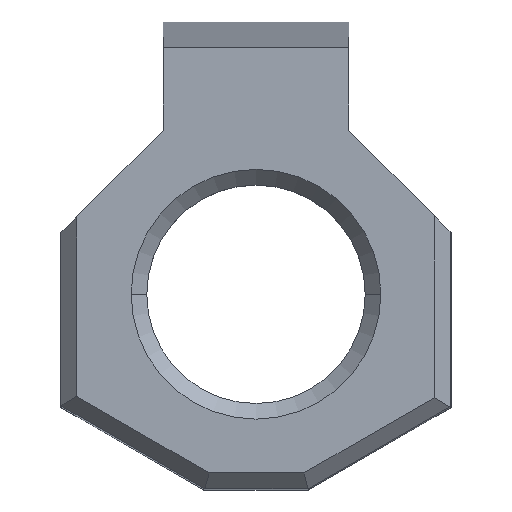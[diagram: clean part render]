
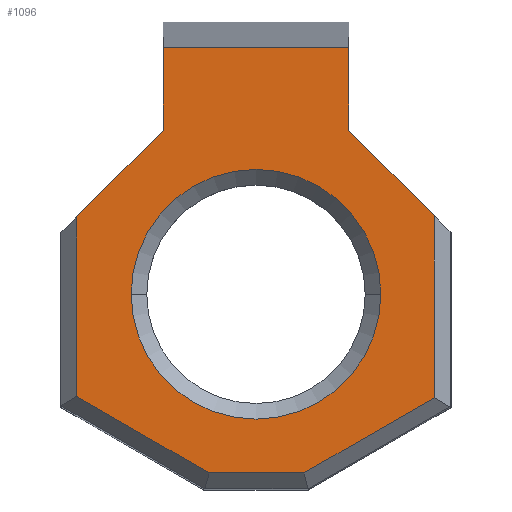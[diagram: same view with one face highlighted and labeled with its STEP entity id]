
A CAD part, top view. The second image highlights one B-rep face of the part: STEP entity #1096.
In plain terms, the highlighted planar face has unit normal (0, 0, 1).
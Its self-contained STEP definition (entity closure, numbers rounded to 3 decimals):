
#38 = CARTESIAN_POINT ( 'NONE',  ( 1.187, 4.603, 6.5 ) ) ;
#45 = CARTESIAN_POINT ( 'NONE',  ( -0.6, 0.21, 6.5 ) ) ;
#51 = FACE_OUTER_BOUND ( 'NONE', #1180, .T. ) ;
#76 = ORIENTED_EDGE ( 'NONE', *, *, #249, .T. ) ;
#111 = EDGE_CURVE ( 'NONE', #592, #646, #300, .T. ) ;
#135 = AXIS2_PLACEMENT_3D ( 'NONE', #900, #1318, #369 ) ;
#141 = CARTESIAN_POINT ( 'NONE',  ( -2.3, 1.191, 6.5 ) ) ;
#166 = EDGE_CURVE ( 'NONE', #716, #209, #1036, .T. ) ;
#170 = VECTOR ( 'NONE', #422, 1000. ) ;
#180 = DIRECTION ( 'NONE',  ( 1., 0., 0. ) ) ;
#181 = DIRECTION ( 'NONE',  ( -0.707, 0.707, 0. ) ) ;
#185 = ORIENTED_EDGE ( 'NONE', *, *, #371, .T. ) ;
#190 = ORIENTED_EDGE ( 'NONE', *, *, #894, .T. ) ;
#191 = CIRCLE ( 'NONE', #976, 1.6 ) ;
#202 = ORIENTED_EDGE ( 'NONE', *, *, #1327, .T. ) ;
#209 = VERTEX_POINT ( 'NONE', #891 ) ;
#214 = CIRCLE ( 'NONE', #995, 1.6 ) ;
#249 = EDGE_CURVE ( 'NONE', #209, #1309, #461, .T. ) ;
#262 = DIRECTION ( 'NONE',  ( 0., 0., -1. ) ) ;
#271 = DIRECTION ( 'NONE',  ( 0., 1., 0. ) ) ;
#273 = ORIENTED_EDGE ( 'NONE', *, *, #399, .T. ) ;
#279 = DIRECTION ( 'NONE',  ( 0.866, 0.5, 0. ) ) ;
#300 = LINE ( 'NONE', #726, #575 ) ;
#311 = LINE ( 'NONE', #737, #578 ) ;
#321 = ORIENTED_EDGE ( 'NONE', *, *, #166, .T. ) ;
#338 = CARTESIAN_POINT ( 'NONE',  ( 0.668, 0.21, 6.5 ) ) ;
#369 = DIRECTION ( 'NONE',  ( 1., 0., 0. ) ) ;
#371 = EDGE_CURVE ( 'NONE', #704, #972, #1124, .T. ) ;
#374 = CARTESIAN_POINT ( 'NONE',  ( 0., 5.659, 6.5 ) ) ;
#380 = CARTESIAN_POINT ( 'NONE',  ( 0.614, 0.21, 6.5 ) ) ;
#392 = VECTOR ( 'NONE', #764, 1000. ) ;
#399 = EDGE_CURVE ( 'NONE', #972, #716, #1117, .T. ) ;
#403 = VERTEX_POINT ( 'NONE', #1225 ) ;
#408 = LINE ( 'NONE', #831, #1071 ) ;
#414 = EDGE_CURVE ( 'NONE', #1309, #502, #798, .T. ) ;
#422 = DIRECTION ( 'NONE',  ( 0., -1., 0. ) ) ;
#424 = VECTOR ( 'NONE', #271, 1000. ) ;
#461 = LINE ( 'NONE', #38, #1153 ) ;
#474 = PLANE ( 'NONE',  #135 ) ;
#488 = EDGE_CURVE ( 'NONE', #403, #592, #1270, .T. ) ;
#502 = VERTEX_POINT ( 'NONE', #630 ) ;
#533 = VERTEX_POINT ( 'NONE', #805 ) ;
#575 = VECTOR ( 'NONE', #1150, 1000. ) ;
#578 = VECTOR ( 'NONE', #1162, 1000. ) ;
#592 = VERTEX_POINT ( 'NONE', #141 ) ;
#608 = CARTESIAN_POINT ( 'NONE',  ( 2.5, 3.291, 6.5 ) ) ;
#621 = EDGE_CURVE ( 'NONE', #1025, #723, #214, .T. ) ;
#630 = CARTESIAN_POINT ( 'NONE',  ( -1.188, 5.659, 6.5 ) ) ;
#646 = VERTEX_POINT ( 'NONE', #45 ) ;
#688 = VECTOR ( 'NONE', #181, 1000. ) ;
#695 = CARTESIAN_POINT ( 'NONE',  ( 2.285, 3.306, 6.5 ) ) ;
#699 = CARTESIAN_POINT ( 'NONE',  ( 2.285, 3.506, 6.5 ) ) ;
#702 = CARTESIAN_POINT ( 'NONE',  ( 2.384, 1.232, 6.5 ) ) ;
#704 = VERTEX_POINT ( 'NONE', #380 ) ;
#714 = EDGE_LOOP ( 'NONE', ( #784, #1299 ) ) ;
#715 = CARTESIAN_POINT ( 'NONE',  ( 0., 2.5, 6.5 ) ) ;
#716 = VERTEX_POINT ( 'NONE', #699 ) ;
#723 = VERTEX_POINT ( 'NONE', #1020 ) ;
#726 = CARTESIAN_POINT ( 'NONE',  ( -0.554, 0.183, 6.5 ) ) ;
#737 = CARTESIAN_POINT ( 'NONE',  ( -2.5, 3.291, 6.5 ) ) ;
#750 = ORIENTED_EDGE ( 'NONE', *, *, #414, .T. ) ;
#764 = DIRECTION ( 'NONE',  ( 1., 0., 0. ) ) ;
#765 = EDGE_CURVE ( 'NONE', #723, #1025, #191, .T. ) ;
#784 = ORIENTED_EDGE ( 'NONE', *, *, #765, .T. ) ;
#789 = DIRECTION ( 'NONE',  ( 1., 0., 0. ) ) ;
#798 = LINE ( 'NONE', #374, #1196 ) ;
#805 = CARTESIAN_POINT ( 'NONE',  ( -1.188, 4.603, 6.5 ) ) ;
#831 = CARTESIAN_POINT ( 'NONE',  ( -1.188, 4.603, 6.5 ) ) ;
#834 = EDGE_CURVE ( 'NONE', #502, #533, #408, .T. ) ;
#844 = VECTOR ( 'NONE', #279, 1000. ) ;
#846 = CARTESIAN_POINT ( 'NONE',  ( -2.3, 1.074, 6.5 ) ) ;
#868 = ORIENTED_EDGE ( 'NONE', *, *, #834, .T. ) ;
#891 = CARTESIAN_POINT ( 'NONE',  ( 1.187, 4.603, 6.5 ) ) ;
#894 = EDGE_CURVE ( 'NONE', #533, #403, #311, .T. ) ;
#900 = CARTESIAN_POINT ( 'NONE',  ( 0., 0., 6.5 ) ) ;
#970 = CARTESIAN_POINT ( 'NONE',  ( 2.285, 1.174, 6.5 ) ) ;
#972 = VERTEX_POINT ( 'NONE', #970 ) ;
#976 = AXIS2_PLACEMENT_3D ( 'NONE', #715, #1137, #180 ) ;
#989 = DIRECTION ( 'NONE',  ( 0., 1., 0. ) ) ;
#995 = AXIS2_PLACEMENT_3D ( 'NONE', #1215, #262, #789 ) ;
#1005 = FACE_BOUND ( 'NONE', #714, .T. ) ;
#1020 = CARTESIAN_POINT ( 'NONE',  ( 1.6, 2.5, 6.5 ) ) ;
#1025 = VERTEX_POINT ( 'NONE', #1095 ) ;
#1036 = LINE ( 'NONE', #608, #688 ) ;
#1053 = ORIENTED_EDGE ( 'NONE', *, *, #488, .T. ) ;
#1071 = VECTOR ( 'NONE', #1255, 1000. ) ;
#1095 = CARTESIAN_POINT ( 'NONE',  ( -1.6, 2.5, 6.5 ) ) ;
#1096 = ADVANCED_FACE ( 'NONE', ( #1005, #51 ), #474, .T. ) ;
#1117 = LINE ( 'NONE', #695, #424 ) ;
#1124 = LINE ( 'NONE', #702, #844 ) ;
#1137 = DIRECTION ( 'NONE',  ( 0., 0., -1. ) ) ;
#1150 = DIRECTION ( 'NONE',  ( 0.866, -0.5, 0. ) ) ;
#1153 = VECTOR ( 'NONE', #989, 1000. ) ;
#1162 = DIRECTION ( 'NONE',  ( -0.707, -0.707, 0. ) ) ;
#1171 = ORIENTED_EDGE ( 'NONE', *, *, #111, .T. ) ;
#1180 = EDGE_LOOP ( 'NONE', ( #76, #750, #868, #190, #1053, #1171, #202, #185, #273, #321 ) ) ;
#1181 = CARTESIAN_POINT ( 'NONE',  ( 1.187, 5.659, 6.5 ) ) ;
#1196 = VECTOR ( 'NONE', #1322, 1000. ) ;
#1215 = CARTESIAN_POINT ( 'NONE',  ( 0., 2.5, 6.5 ) ) ;
#1225 = CARTESIAN_POINT ( 'NONE',  ( -2.3, 3.491, 6.5 ) ) ;
#1255 = DIRECTION ( 'NONE',  ( 0., -1., 0. ) ) ;
#1270 = LINE ( 'NONE', #846, #170 ) ;
#1291 = LINE ( 'NONE', #338, #392 ) ;
#1299 = ORIENTED_EDGE ( 'NONE', *, *, #621, .T. ) ;
#1309 = VERTEX_POINT ( 'NONE', #1181 ) ;
#1318 = DIRECTION ( 'NONE',  ( 0., 0., 1. ) ) ;
#1322 = DIRECTION ( 'NONE',  ( -1., 0., 0. ) ) ;
#1327 = EDGE_CURVE ( 'NONE', #646, #704, #1291, .T. ) ;
